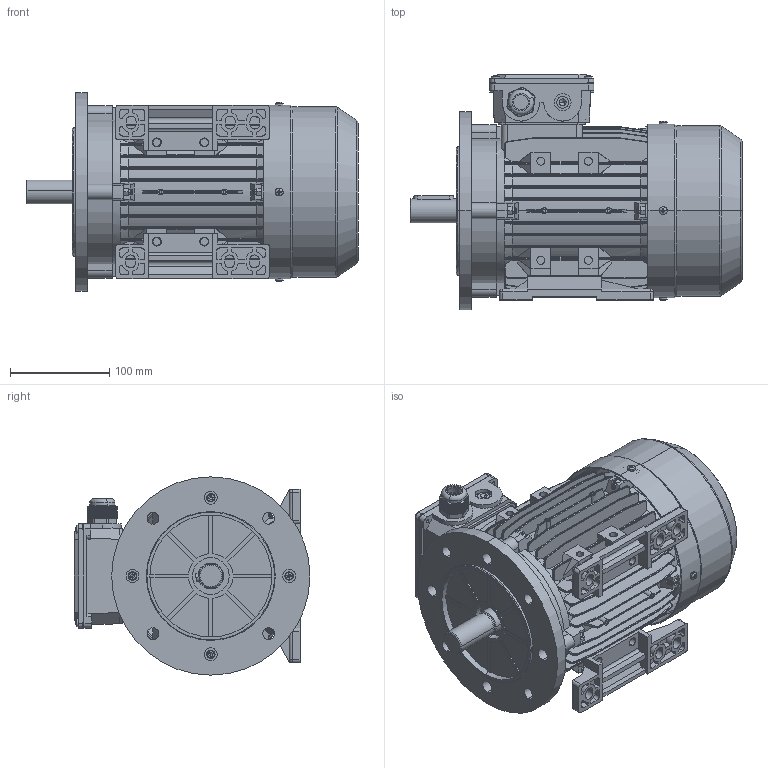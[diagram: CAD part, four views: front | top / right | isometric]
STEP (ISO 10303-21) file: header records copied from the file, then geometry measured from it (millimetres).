
FILE_DESCRIPTION (( 'STEP AP203' ), '1' );
FILE_NAME ('MS90M B35.STEP', '2014-10-09T09:18:09', ( 'USER' ), ( 'MS' ), 'SwSTEP 2.0', 'SolidWorks 2008', '' );
FILE_SCHEMA (( 'CONFIG_CONTROL_DESIGN' ));
Length unit declared in the file: millimetre
Products named in the file (15): 90M转轴_默认; 90M底脚右_默认; 新接线盒座80-100_默认; 80-100出线螺套_默认; MS90M B35; 90M机壳_默认; 90后盖_默认; 90M底脚左_默认; 90风罩_默认; 风叶_默认; 新接线盒盖80-100_默认; Hexagon socket head cap screws GB_GB_FASTENER_SCREWS_HSHCS M5X30-N; Hexagon nuts grade C GB_GB_FASTENER_NUT_SNC1 M5-N; Cross recessed thread forming screws GB_GB_CROSS_SCREWS_TYPE138 M4X10-N; 90B5前盖_默认
Assembly tree (35 placements, depth 2):
  MS90M B35
    Hexagon nuts grade C GB_GB_FASTENER_NUT_SNC1 M5-N  x8
    90后盖_默认
    Cross recessed thread forming screws GB_GB_CROSS_SCREWS_TYPE138 M4X10-N  x8
    90M机壳_默认
    Hexagon socket head cap screws GB_GB_FASTENER_SCREWS_HSHCS M5X30-N  x8
    风叶_默认
    90B5前盖_默认
    新接线盒座80-100_默认
    90M转轴_默认
    90M底脚右_默认
    80-100出线螺套_默认
    新接线盒盖80-100_默认
    90风罩_默认
    90M底脚左_默认
Bounding box: 335 x 238 x 200 mm (x, y, z)
Volume: 1525718.4 mm3; surface area: 820518.5 mm2
Topology: 35 solids, 35 shells, 3681 faces, 9533 edges, 5976 vertices
Faces by surface type: plane 2088, cylinder 1078, cone 188, sphere 124, bspline 116, torus 87
Entity records: 106564 total; most frequent: CARTESIAN_POINT 26458, ORIENTED_EDGE 16778, DIRECTION 15442, EDGE_CURVE 8389, VECTOR 5362, LINE 5362, VERTEX_POINT 5297, AXIS2_PLACEMENT_3D 5040
